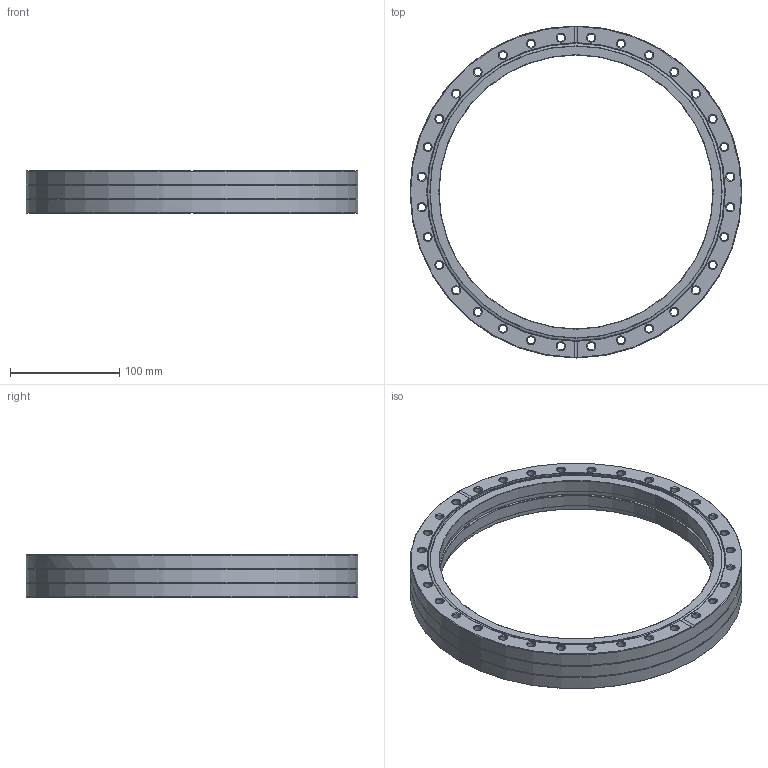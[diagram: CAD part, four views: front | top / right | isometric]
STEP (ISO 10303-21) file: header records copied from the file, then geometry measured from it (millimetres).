
FILE_DESCRIPTION( ( 'Unknown' ), '1' );
FILE_NAME( 'F1200X1000RM.stp', 'Unknown', ( 'Unknown' ), ( 'Unknown' ), 'XStep 1.0', 'Unknown', ' ' );
FILE_SCHEMA( ( 'CONFIG_CONTROL_DESIGN' ) );
Length unit declared in the file: millimetre
Products named in the file (3): Assem1; P0000462; P0000519
Bounding box: 304.04 x 304.04 x 38.86 mm (x, y, z)
Volume: 1062474.8 mm3; surface area: 295784.2 mm2
Topology: 4 solids, 4 shells, 260 faces, 604 edges, 354 vertices
Faces by surface type: cone 142, cylinder 82, torus 22, plane 14
Full cylindrical faces by diameter (mm): 6.8 x64, 250.952 x2, 254.508 x2, 256.007 x2, 272.644 x2, 273.05 x2, 304.038 x4
Entity records: 3362 total; most frequent: DIRECTION 592, CARTESIAN_POINT 565, ORIENTED_EDGE 354, EDGE_LOOP 316, AXIS2_PLACEMENT_3D 294, FACE_OUTER_BOUND 178, EDGE_CURVE 177, VERTEX_POINT 169
